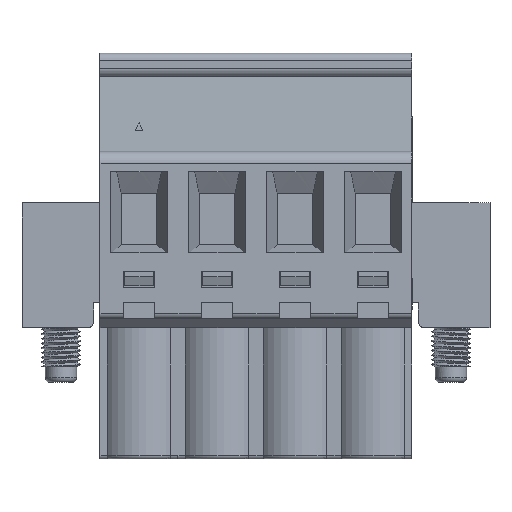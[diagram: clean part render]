
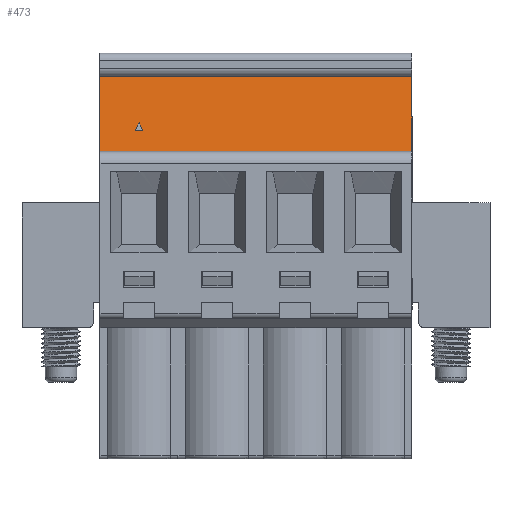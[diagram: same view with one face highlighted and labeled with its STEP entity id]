
A CAD part, top view. The second image highlights one B-rep face of the part: STEP entity #473.
In plain terms, the highlighted planar face has unit normal (0, 0.144, 0.99).
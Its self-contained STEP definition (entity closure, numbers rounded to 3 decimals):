
#270 = VECTOR ( 'NONE', #32049, 1000. ) ;
#473 = ADVANCED_FACE ( 'NONE', ( #16496, #34770 ), #18878, .T. ) ;
#1060 = CARTESIAN_POINT ( 'NONE',  ( 0., 24.5, 10.3 ) ) ;
#1093 = CARTESIAN_POINT ( 'NONE',  ( 20., 24.5, 10.3 ) ) ;
#1254 = DIRECTION ( 'NONE',  ( 0., 0.99, -0.144 ) ) ;
#1370 = ORIENTED_EDGE ( 'NONE', *, *, #37924, .F. ) ;
#1402 = EDGE_CURVE ( 'NONE', #36649, #22914, #33762, .T. ) ;
#1455 = ORIENTED_EDGE ( 'NONE', *, *, #27583, .T. ) ;
#1516 = CARTESIAN_POINT ( 'NONE',  ( 20., 24.5, 10.3 ) ) ;
#2714 = VERTEX_POINT ( 'NONE', #19476 ) ;
#3153 = CARTESIAN_POINT ( 'NONE',  ( 4.748, 17.033, 11.389 ) ) ;
#3368 = EDGE_CURVE ( 'NONE', #38010, #33041, #28601, .T. ) ;
#3526 = CARTESIAN_POINT ( 'NONE',  ( 2.5, 21.529, 10.733 ) ) ;
#3561 = DIRECTION ( 'NONE',  ( -1., 0., 0. ) ) ;
#3606 = CARTESIAN_POINT ( 'NONE',  ( 7.135, 30.799, 9.381 ) ) ;
#5323 = EDGE_CURVE ( 'NONE', #22914, #29529, #30537, .T. ) ;
#5961 = CARTESIAN_POINT ( 'NONE',  ( 20., 19.7, 11. ) ) ;
#6238 = VECTOR ( 'NONE', #15218, 1000. ) ;
#6596 = CARTESIAN_POINT ( 'NONE',  ( 20., 21.029, 10.806 ) ) ;
#7617 = EDGE_CURVE ( 'NONE', #2714, #16395, #16356, .T. ) ;
#9490 = ORIENTED_EDGE ( 'NONE', *, *, #7617, .T. ) ;
#10036 = CARTESIAN_POINT ( 'NONE',  ( 20., 24.5, 10.3 ) ) ;
#10507 = ORIENTED_EDGE ( 'NONE', *, *, #1402, .F. ) ;
#10569 = DIRECTION ( 'NONE',  ( 0., -0.99, 0.144 ) ) ;
#11630 = CARTESIAN_POINT ( 'NONE',  ( 2.75, 21.029, 10.806 ) ) ;
#11802 = EDGE_CURVE ( 'NONE', #2714, #38010, #26560, .T. ) ;
#12785 = ORIENTED_EDGE ( 'NONE', *, *, #5323, .F. ) ;
#13126 = DIRECTION ( 'NONE',  ( 0., 0.144, 0.99 ) ) ;
#13421 = DIRECTION ( 'NONE',  ( -1., 0., 0. ) ) ;
#14888 = DIRECTION ( 'NONE',  ( 1., 0., 0. ) ) ;
#15218 = DIRECTION ( 'NONE',  ( -0.443, 0.887, -0.129 ) ) ;
#16356 = LINE ( 'NONE', #10036, #270 ) ;
#16395 = VERTEX_POINT ( 'NONE', #1516 ) ;
#16496 = FACE_BOUND ( 'NONE', #28488, .T. ) ;
#16537 = VECTOR ( 'NONE', #3561, 1000. ) ;
#17504 = LINE ( 'NONE', #35192, #35686 ) ;
#18878 = PLANE ( 'NONE',  #29904 ) ;
#19476 = CARTESIAN_POINT ( 'NONE',  ( 20., 19.7, 11. ) ) ;
#21107 = ORIENTED_EDGE ( 'NONE', *, *, #11802, .F. ) ;
#22188 = ORIENTED_EDGE ( 'NONE', *, *, #3368, .F. ) ;
#22914 = VERTEX_POINT ( 'NONE', #11630 ) ;
#24398 = LINE ( 'NONE', #3606, #27414 ) ;
#25191 = DIRECTION ( 'NONE',  ( -0.443, -0.887, 0.129 ) ) ;
#26127 = VECTOR ( 'NONE', #14888, 1000. ) ;
#26560 = LINE ( 'NONE', #5961, #16537 ) ;
#27414 = VECTOR ( 'NONE', #25191, 1000. ) ;
#27583 = EDGE_CURVE ( 'NONE', #16395, #33041, #17504, .T. ) ;
#28488 = EDGE_LOOP ( 'NONE', ( #12785, #10507, #1370 ) ) ;
#28601 = LINE ( 'NONE', #1060, #37318 ) ;
#29529 = VERTEX_POINT ( 'NONE', #3526 ) ;
#29904 = AXIS2_PLACEMENT_3D ( 'NONE', #1093, #13126, #10569 ) ;
#30537 = LINE ( 'NONE', #3153, #6238 ) ;
#32049 = DIRECTION ( 'NONE',  ( 0., 0.99, -0.144 ) ) ;
#32266 = EDGE_LOOP ( 'NONE', ( #21107, #9490, #1455, #22188 ) ) ;
#32731 = CARTESIAN_POINT ( 'NONE',  ( 0., 19.7, 11. ) ) ;
#33041 = VERTEX_POINT ( 'NONE', #33565 ) ;
#33565 = CARTESIAN_POINT ( 'NONE',  ( 0., 24.5, 10.3 ) ) ;
#33762 = LINE ( 'NONE', #6596, #26127 ) ;
#33988 = CARTESIAN_POINT ( 'NONE',  ( 2.25, 21.029, 10.806 ) ) ;
#34770 = FACE_OUTER_BOUND ( 'NONE', #32266, .T. ) ;
#35192 = CARTESIAN_POINT ( 'NONE',  ( 20., 24.5, 10.3 ) ) ;
#35686 = VECTOR ( 'NONE', #13421, 1000. ) ;
#36649 = VERTEX_POINT ( 'NONE', #33988 ) ;
#37318 = VECTOR ( 'NONE', #1254, 1000. ) ;
#37924 = EDGE_CURVE ( 'NONE', #29529, #36649, #24398, .T. ) ;
#38010 = VERTEX_POINT ( 'NONE', #32731 ) ;
